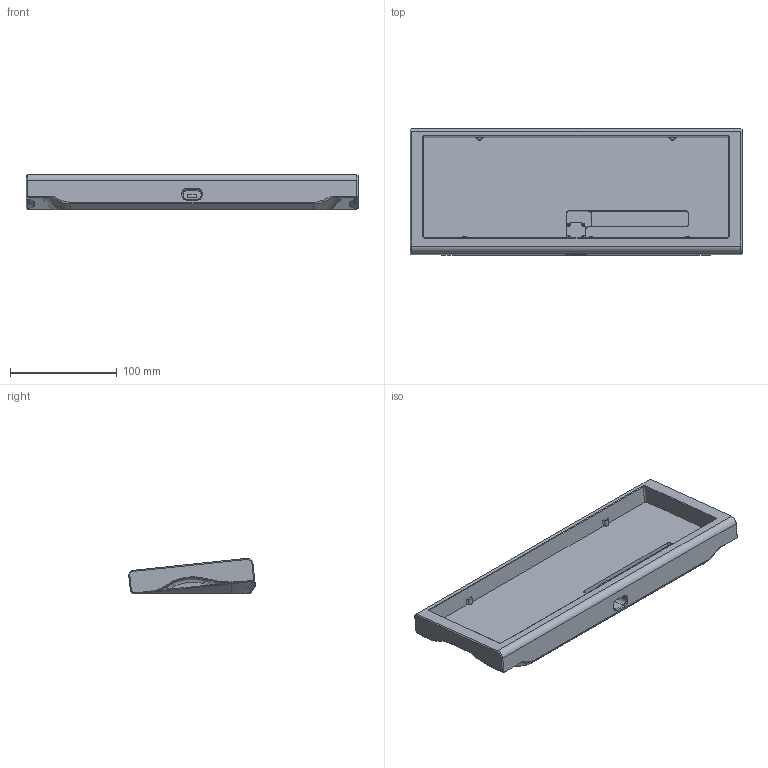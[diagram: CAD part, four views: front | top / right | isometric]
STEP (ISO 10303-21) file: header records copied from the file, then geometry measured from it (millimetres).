
FILE_DESCRIPTION(/* description */ (''),/* implementation_level */ '2;1');
FILE_NAME(/* name */ 'freakey60-fixed.step',/* time_stamp */ '2022-05-24T20:35:18-04:00',/* author */ (''),/* organization */ (''),/* preprocessor_version */ 'ST-DEVELOPER v19',/* originating_system */ 'Autodesk Translation Framework v11.7.0.108',/* authorisation */ '');
FILE_SCHEMA (('AUTOMOTIVE_DESIGN { 1 0 10303 214 3 1 1 }'));
Length unit declared in the file: metre
Products named in the file (1): freakey60
Bounding box: 311.7 x 119.04 x 33 mm (x, y, z)
Volume: 424580.7 mm3; surface area: 108585 mm2
Topology: 1 solids, 1 shells, 209 faces, 538 edges, 339 vertices
Faces by surface type: plane 90, cylinder 77, cone 24, bspline 12, torus 6
Full cylindrical faces by diameter (mm): 1.6 x8, 8 x4
Entity records: 7448 total; most frequent: CARTESIAN_POINT 2272, DIRECTION 1077, ORIENTED_EDGE 1060, EDGE_CURVE 530, AXIS2_PLACEMENT_3D 384, VERTEX_POINT 339, LINE 309, VECTOR 309
